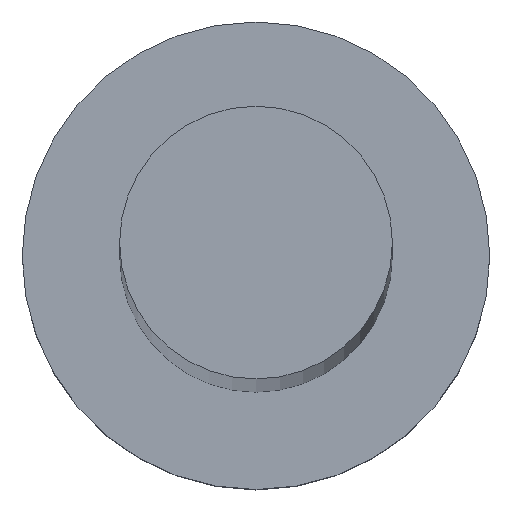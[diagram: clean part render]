
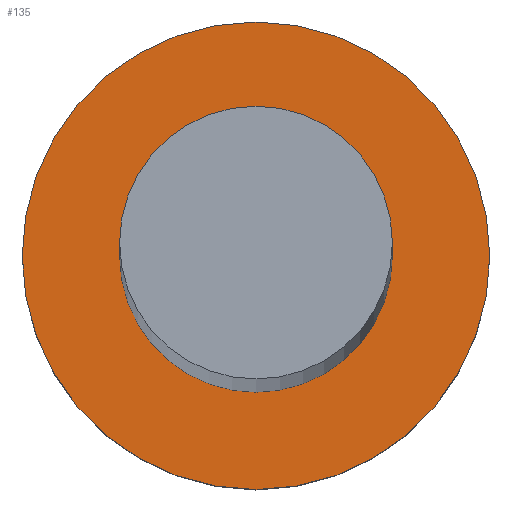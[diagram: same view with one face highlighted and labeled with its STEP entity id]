
A CAD part, top view. The second image highlights one B-rep face of the part: STEP entity #135.
In plain terms, the highlighted planar face has unit normal (0, 0, 1).
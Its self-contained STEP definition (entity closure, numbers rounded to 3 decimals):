
#20 = EDGE_CURVE ( 'NONE', #40, #179, #177, .T. ) ;
#28 = EDGE_CURVE ( 'NONE', #195, #160, #162, .T. ) ;
#29 = DIRECTION ( 'NONE',  ( 1., 0., 0. ) ) ;
#35 = FACE_BOUND ( 'NONE', #194, .T. ) ;
#37 = CARTESIAN_POINT ( 'NONE',  ( -3., 0., 3. ) ) ;
#40 = VERTEX_POINT ( 'NONE', #165 ) ;
#50 = AXIS2_PLACEMENT_3D ( 'NONE', #227, #132, #224 ) ;
#52 = CARTESIAN_POINT ( 'NONE',  ( 1.75, 0., 3. ) ) ;
#55 = PLANE ( 'NONE',  #151 ) ;
#59 = EDGE_LOOP ( 'NONE', ( #176, #81 ) ) ;
#64 = CARTESIAN_POINT ( 'NONE',  ( 0., 0., 3. ) ) ;
#71 = FACE_OUTER_BOUND ( 'NONE', #59, .T. ) ;
#81 = ORIENTED_EDGE ( 'NONE', *, *, #20, .T. ) ;
#85 = AXIS2_PLACEMENT_3D ( 'NONE', #105, #136, #98 ) ;
#98 = DIRECTION ( 'NONE',  ( 1., 0., 0. ) ) ;
#99 = ORIENTED_EDGE ( 'NONE', *, *, #251, .F. ) ;
#105 = CARTESIAN_POINT ( 'NONE',  ( 0., 0., 3. ) ) ;
#108 = DIRECTION ( 'NONE',  ( 0., 0., 1. ) ) ;
#112 = CIRCLE ( 'NONE', #85, 1.75 ) ;
#121 = CIRCLE ( 'NONE', #50, 3. ) ;
#123 = CARTESIAN_POINT ( 'NONE',  ( 0., 0., 3. ) ) ;
#129 = DIRECTION ( 'NONE',  ( 0., 0., 1. ) ) ;
#132 = DIRECTION ( 'NONE',  ( 0., 0., 1. ) ) ;
#135 = ADVANCED_FACE ( 'NONE', ( #35, #71 ), #55, .T. ) ;
#136 = DIRECTION ( 'NONE',  ( 0., 0., 1. ) ) ;
#142 = DIRECTION ( 'NONE',  ( 1., 0., 0. ) ) ;
#148 = CARTESIAN_POINT ( 'NONE',  ( -1.75, 0., 3. ) ) ;
#150 = CARTESIAN_POINT ( 'NONE',  ( 0., 0., 3. ) ) ;
#151 = AXIS2_PLACEMENT_3D ( 'NONE', #150, #129, #246 ) ;
#160 = VERTEX_POINT ( 'NONE', #148 ) ;
#162 = CIRCLE ( 'NONE', #200, 1.75 ) ;
#165 = CARTESIAN_POINT ( 'NONE',  ( 3., 0., 3. ) ) ;
#171 = EDGE_CURVE ( 'NONE', #179, #40, #121, .T. ) ;
#176 = ORIENTED_EDGE ( 'NONE', *, *, #171, .T. ) ;
#177 = CIRCLE ( 'NONE', #228, 3. ) ;
#179 = VERTEX_POINT ( 'NONE', #37 ) ;
#194 = EDGE_LOOP ( 'NONE', ( #99, #209 ) ) ;
#195 = VERTEX_POINT ( 'NONE', #52 ) ;
#200 = AXIS2_PLACEMENT_3D ( 'NONE', #64, #219, #142 ) ;
#209 = ORIENTED_EDGE ( 'NONE', *, *, #28, .F. ) ;
#219 = DIRECTION ( 'NONE',  ( 0., 0., 1. ) ) ;
#224 = DIRECTION ( 'NONE',  ( 1., 0., 0. ) ) ;
#227 = CARTESIAN_POINT ( 'NONE',  ( 0., 0., 3. ) ) ;
#228 = AXIS2_PLACEMENT_3D ( 'NONE', #123, #108, #29 ) ;
#246 = DIRECTION ( 'NONE',  ( 1., 0., 0. ) ) ;
#251 = EDGE_CURVE ( 'NONE', #160, #195, #112, .T. ) ;
